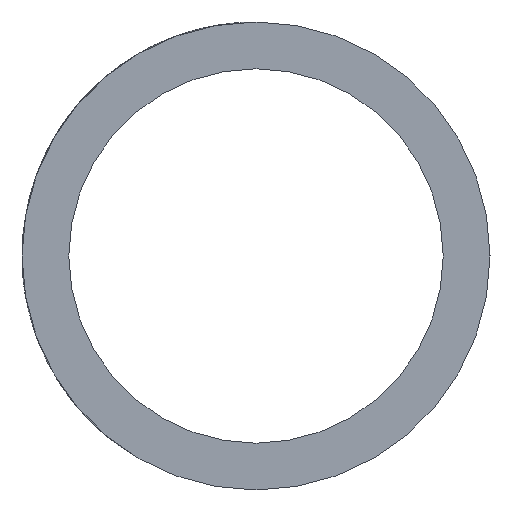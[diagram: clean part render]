
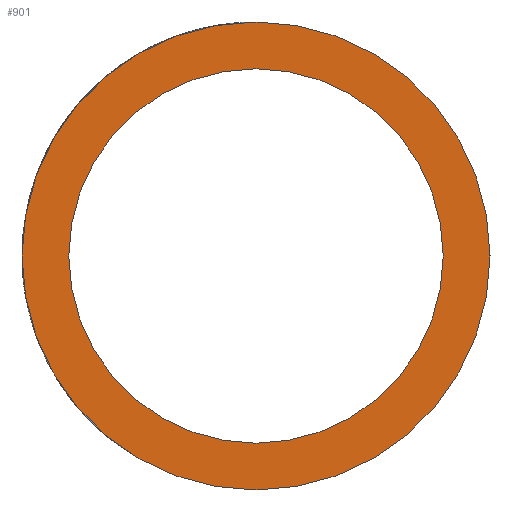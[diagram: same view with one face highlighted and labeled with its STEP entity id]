
A CAD part, left-side view. The second image highlights one B-rep face of the part: STEP entity #901.
In plain terms, the highlighted planar face has unit normal (-1, 0, 0).
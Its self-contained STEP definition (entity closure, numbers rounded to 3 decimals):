
#163 = EDGE_CURVE ( 'NONE', #5116, #3073, #590, .T. ) ;
#478 = CARTESIAN_POINT ( 'NONE',  ( 0., 0., 0. ) ) ;
#531 = CARTESIAN_POINT ( 'NONE',  ( 0., 0., 0. ) ) ;
#590 = CIRCLE ( 'NONE', #4140, 5. ) ;
#603 = AXIS2_PLACEMENT_3D ( 'NONE', #6194, #1754, #3734 ) ;
#723 = DIRECTION ( 'NONE',  ( 1., 0., 0. ) ) ;
#757 = CARTESIAN_POINT ( 'NONE',  ( 0., 0., 0. ) ) ;
#901 = ADVANCED_FACE ( 'NONE', ( #2003, #3013 ), #4995, .F. ) ;
#1120 = ORIENTED_EDGE ( 'NONE', *, *, #163, .F. ) ;
#1267 = EDGE_CURVE ( 'NONE', #3073, #5116, #4354, .T. ) ;
#1547 = AXIS2_PLACEMENT_3D ( 'NONE', #478, #3570, #2533 ) ;
#1578 = EDGE_LOOP ( 'NONE', ( #1924, #5765 ) ) ;
#1611 = EDGE_CURVE ( 'NONE', #5784, #6401, #2906, .T. ) ;
#1749 = CARTESIAN_POINT ( 'NONE',  ( 0., 0., 5. ) ) ;
#1754 = DIRECTION ( 'NONE',  ( 1., 0., 0. ) ) ;
#1896 = DIRECTION ( 'NONE',  ( 0., 0., -1. ) ) ;
#1924 = ORIENTED_EDGE ( 'NONE', *, *, #1611, .T. ) ;
#2003 = FACE_BOUND ( 'NONE', #1578, .T. ) ;
#2533 = DIRECTION ( 'NONE',  ( 0., 0., -1. ) ) ;
#2753 = CARTESIAN_POINT ( 'NONE',  ( 0., 0., 4. ) ) ;
#2906 = CIRCLE ( 'NONE', #5281, 4. ) ;
#2914 = CIRCLE ( 'NONE', #603, 4. ) ;
#2926 = EDGE_LOOP ( 'NONE', ( #3328, #1120 ) ) ;
#2965 = EDGE_CURVE ( 'NONE', #6401, #5784, #2914, .T. ) ;
#2987 = CARTESIAN_POINT ( 'NONE',  ( 0., 0., -4. ) ) ;
#3013 = FACE_OUTER_BOUND ( 'NONE', #2926, .T. ) ;
#3073 = VERTEX_POINT ( 'NONE', #1749 ) ;
#3328 = ORIENTED_EDGE ( 'NONE', *, *, #1267, .F. ) ;
#3570 = DIRECTION ( 'NONE',  ( 1., 0., 0. ) ) ;
#3734 = DIRECTION ( 'NONE',  ( 0., 0., -1. ) ) ;
#3995 = DIRECTION ( 'NONE',  ( 1., 0., 0. ) ) ;
#4140 = AXIS2_PLACEMENT_3D ( 'NONE', #757, #723, #4239 ) ;
#4239 = DIRECTION ( 'NONE',  ( 0., 0., -1. ) ) ;
#4326 = CARTESIAN_POINT ( 'NONE',  ( 0., 0., -5. ) ) ;
#4354 = CIRCLE ( 'NONE', #1547, 5. ) ;
#4425 = CARTESIAN_POINT ( 'NONE',  ( 0., 0., 0. ) ) ;
#4675 = DIRECTION ( 'NONE',  ( 0., 0., -1. ) ) ;
#4995 = PLANE ( 'NONE',  #5795 ) ;
#5116 = VERTEX_POINT ( 'NONE', #4326 ) ;
#5281 = AXIS2_PLACEMENT_3D ( 'NONE', #4425, #3995, #1896 ) ;
#5568 = DIRECTION ( 'NONE',  ( 1., 0., 0. ) ) ;
#5765 = ORIENTED_EDGE ( 'NONE', *, *, #2965, .T. ) ;
#5784 = VERTEX_POINT ( 'NONE', #2753 ) ;
#5795 = AXIS2_PLACEMENT_3D ( 'NONE', #531, #5568, #4675 ) ;
#6194 = CARTESIAN_POINT ( 'NONE',  ( 0., 0., 0. ) ) ;
#6401 = VERTEX_POINT ( 'NONE', #2987 ) ;
